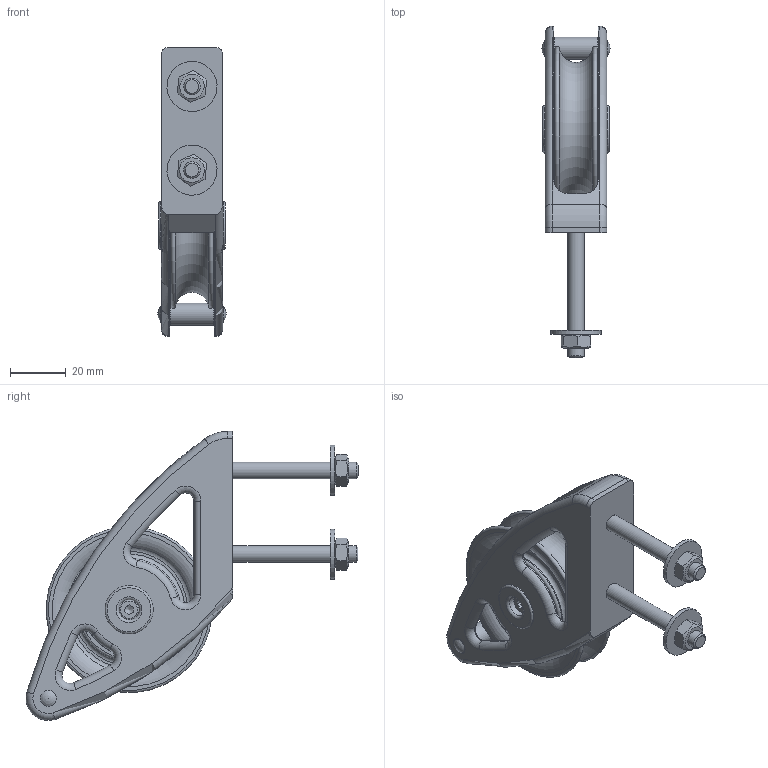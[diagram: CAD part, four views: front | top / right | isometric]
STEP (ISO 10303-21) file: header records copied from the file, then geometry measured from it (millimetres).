
FILE_DESCRIPTION(/* description */ (''),/* implementation_level */ '2;1');
FILE_NAME(/* name */ '00617.stp',/* time_stamp */ '2020-11-19T08:34:03+01:00',/* author */ ('lucade'),/* organization */ (''),/* preprocessor_version */ 'ST-DEVELOPER v18.1',/* originating_system */ 'Autodesk Inventor 2021',/* authorisation */ '');
FILE_SCHEMA (('AUTOMOTIVE_DESIGN { 1 0 10303 214 3 1 1 }'));
Length unit declared in the file: millimetre
Products named in the file (1): 19110401
Bounding box: 24.5 x 119.16 x 103.75 mm (x, y, z)
Volume: 64364.9 mm3; surface area: 30106.8 mm2
Topology: 1 solids, 2 shells, 244 faces, 575 edges, 364 vertices
Faces by surface type: plane 91, cylinder 68, torus 67, cone 16, sphere 2
Full cylindrical faces by diameter (mm): 4 x2, 4.5 x1, 6 x4, 6.4 x2, 6.5 x1, 7 x1, 7.3 x1, 8 x1, 8.4 x1, 9.9 x2, 11.8 x1, 12.2 x1, 15 x2, 17.3 x2, 18 x2, 26.6 x2, 37 x2
Entity records: 7378 total; most frequent: CARTESIAN_POINT 1648, DIRECTION 1288, ORIENTED_EDGE 1140, EDGE_CURVE 570, AXIS2_PLACEMENT_3D 552, VERTEX_POINT 364, CIRCLE 307, EDGE_LOOP 292
